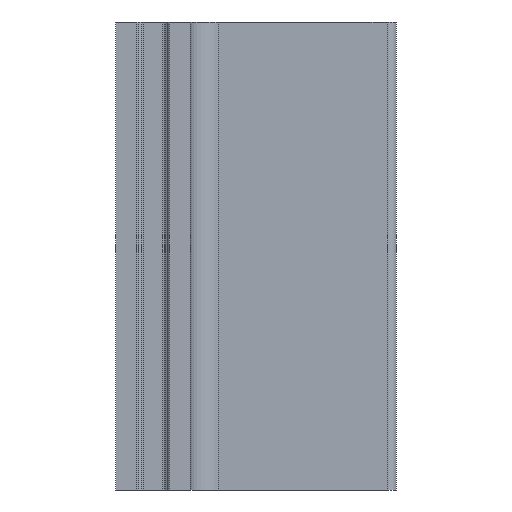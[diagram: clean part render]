
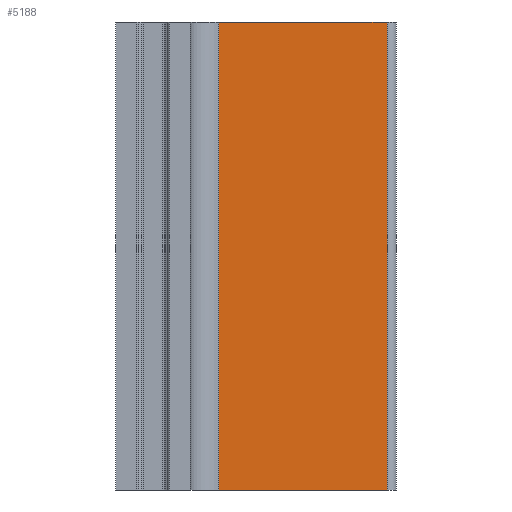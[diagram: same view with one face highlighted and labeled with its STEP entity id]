
A CAD part, front view. The second image highlights one B-rep face of the part: STEP entity #5188.
In plain terms, the highlighted planar face has unit normal (0, -1, 0).
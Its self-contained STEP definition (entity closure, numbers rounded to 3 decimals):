
#171=PLANE('',#5691);
#417=FACE_OUTER_BOUND('',#663,.T.);
#663=EDGE_LOOP('',(#4331,#4332,#4333,#4334));
#872=LINE('',#7818,#1370);
#1112=LINE('',#8525,#1610);
#1161=LINE('',#8654,#1659);
#1162=LINE('',#8657,#1660);
#1370=VECTOR('',#6311,18.);
#1610=VECTOR('',#7013,10.);
#1659=VECTOR('',#7158,10.);
#1660=VECTOR('',#7163,18.);
#2113=VERTEX_POINT('',#7815);
#2114=VERTEX_POINT('',#7817);
#2350=VERTEX_POINT('',#8523);
#2382=VERTEX_POINT('',#8653);
#2694=EDGE_CURVE('',#2114,#2113,#872,.T.);
#3048=EDGE_CURVE('',#2350,#2113,#1112,.T.);
#3112=EDGE_CURVE('',#2382,#2114,#1161,.T.);
#3114=EDGE_CURVE('',#2350,#2382,#1162,.T.);
#4331=ORIENTED_EDGE('',*,*,#2694,.T.);
#4332=ORIENTED_EDGE('',*,*,#3048,.F.);
#4333=ORIENTED_EDGE('',*,*,#3114,.T.);
#4334=ORIENTED_EDGE('',*,*,#3112,.T.);
#5188=ADVANCED_FACE('',(#417),#171,.T.);
#5691=AXIS2_PLACEMENT_3D('',#8656,#7161,#7162);
#6311=DIRECTION('',(1.,0.,0.));
#7013=DIRECTION('',(0.,0.,-1.));
#7158=DIRECTION('',(0.,0.,-1.));
#7161=DIRECTION('center_axis',(0.,-1.,0.));
#7162=DIRECTION('ref_axis',(0.,0.,-1.));
#7163=DIRECTION('',(-1.,0.,0.));
#7815=CARTESIAN_POINT('',(29.324,14.318,-50.));
#7817=CARTESIAN_POINT('',(11.324,14.318,-50.));
#7818=CARTESIAN_POINT('',(11.324,14.318,-50.));
#8523=CARTESIAN_POINT('',(29.324,14.318,0.));
#8525=CARTESIAN_POINT('',(29.324,14.318,-40.));
#8653=CARTESIAN_POINT('',(11.324,14.318,0.));
#8654=CARTESIAN_POINT('',(11.324,14.318,-40.));
#8656=CARTESIAN_POINT('Origin',(11.324,14.318,-40.));
#8657=CARTESIAN_POINT('',(29.324,14.318,0.));
